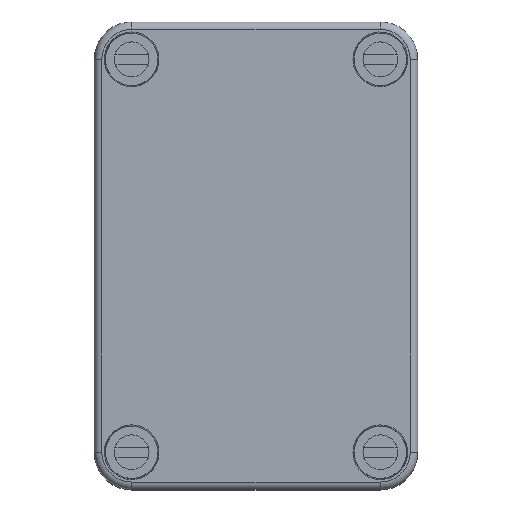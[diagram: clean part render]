
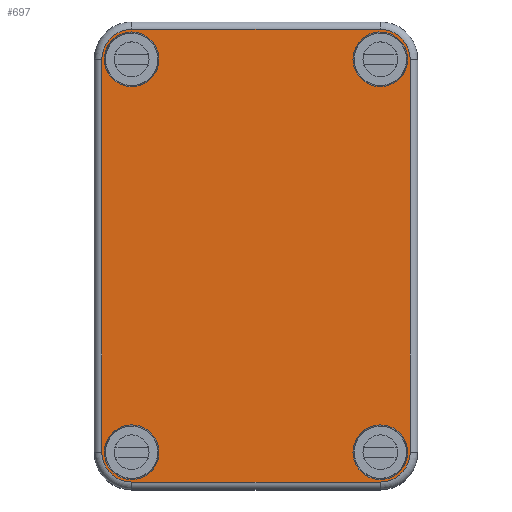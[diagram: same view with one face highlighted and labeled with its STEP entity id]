
A CAD part, top view. The second image highlights one B-rep face of the part: STEP entity #697.
In plain terms, the highlighted planar face has unit normal (0, 0, 1).
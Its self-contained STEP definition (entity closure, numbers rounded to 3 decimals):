
#697 = ADVANCED_FACE( '', ( #1785, #1786, #1787, #1788, #1789 ), #1790, .F. );
#1785 = FACE_BOUND( '', #3408, .T. );
#1786 = FACE_BOUND( '', #3409, .T. );
#1787 = FACE_BOUND( '', #3410, .T. );
#1788 = FACE_BOUND( '', #3411, .T. );
#1789 = FACE_OUTER_BOUND( '', #3412, .T. );
#1790 = PLANE( '', #3413 );
#3408 = EDGE_LOOP( '', ( #5321 ) );
#3409 = EDGE_LOOP( '', ( #5322 ) );
#3410 = EDGE_LOOP( '', ( #5323 ) );
#3411 = EDGE_LOOP( '', ( #5324 ) );
#3412 = EDGE_LOOP( '', ( #5325, #5326, #5327, #5328, #5329, #5330, #5331, #5332 ) );
#3413 = AXIS2_PLACEMENT_3D( '', #5333, #5334, #5335 );
#5321 = ORIENTED_EDGE( '', *, *, #9520, .T. );
#5322 = ORIENTED_EDGE( '', *, *, #9521, .T. );
#5323 = ORIENTED_EDGE( '', *, *, #9522, .T. );
#5324 = ORIENTED_EDGE( '', *, *, #9523, .T. );
#5325 = ORIENTED_EDGE( '', *, *, #9524, .T. );
#5326 = ORIENTED_EDGE( '', *, *, #9525, .F. );
#5327 = ORIENTED_EDGE( '', *, *, #9526, .F. );
#5328 = ORIENTED_EDGE( '', *, *, #9527, .T. );
#5329 = ORIENTED_EDGE( '', *, *, #9528, .F. );
#5330 = ORIENTED_EDGE( '', *, *, #9394, .T. );
#5331 = ORIENTED_EDGE( '', *, *, #9529, .T. );
#5332 = ORIENTED_EDGE( '', *, *, #9530, .F. );
#5333 = CARTESIAN_POINT( '', ( -31., 39.5, 15. ) );
#5334 = DIRECTION( '', ( 0., 0., -1. ) );
#5335 = DIRECTION( '', ( -1., 0., 0. ) );
#9394 = EDGE_CURVE( '', #11218, #11216, #11219, .T. );
#9520 = EDGE_CURVE( '', #11432, #11432, #11433, .T. );
#9521 = EDGE_CURVE( '', #11434, #11434, #11435, .T. );
#9522 = EDGE_CURVE( '', #11436, #11436, #11437, .T. );
#9523 = EDGE_CURVE( '', #11438, #11438, #11439, .T. );
#9524 = EDGE_CURVE( '', #11440, #11441, #11442, .T. );
#9525 = EDGE_CURVE( '', #11443, #11441, #11444, .T. );
#9526 = EDGE_CURVE( '', #11445, #11443, #11446, .T. );
#9527 = EDGE_CURVE( '', #11445, #11447, #11448, .T. );
#9528 = EDGE_CURVE( '', #11218, #11447, #11449, .T. );
#9529 = EDGE_CURVE( '', #11216, #11450, #11451, .T. );
#9530 = EDGE_CURVE( '', #11440, #11450, #11452, .T. );
#11216 = VERTEX_POINT( '', #13797 );
#11218 = VERTEX_POINT( '', #13799 );
#11219 = LINE( '', #13800, #13801 );
#11432 = VERTEX_POINT( '', #14079 );
#11433 = CIRCLE( '', #14080, 5.5 );
#11434 = VERTEX_POINT( '', #14081 );
#11435 = CIRCLE( '', #14082, 5.5 );
#11436 = VERTEX_POINT( '', #14083 );
#11437 = CIRCLE( '', #14084, 5.5 );
#11438 = VERTEX_POINT( '', #14085 );
#11439 = CIRCLE( '', #14086, 5.5 );
#11440 = VERTEX_POINT( '', #14087 );
#11441 = VERTEX_POINT( '', #14088 );
#11442 = CIRCLE( '', #14089, 6. );
#11443 = VERTEX_POINT( '', #14090 );
#11444 = LINE( '', #14091, #14092 );
#11445 = VERTEX_POINT( '', #14093 );
#11446 = CIRCLE( '', #14094, 6. );
#11447 = VERTEX_POINT( '', #14095 );
#11448 = LINE( '', #14096, #14097 );
#11449 = CIRCLE( '', #14098, 6. );
#11450 = VERTEX_POINT( '', #14099 );
#11451 = CIRCLE( '', #14100, 6. );
#11452 = LINE( '', #14101, #14102 );
#13797 = CARTESIAN_POINT( '', ( -31., -39.5, 15. ) );
#13799 = CARTESIAN_POINT( '', ( -31., 39.5, 15. ) );
#13800 = CARTESIAN_POINT( '', ( -31., 39.5, 15. ) );
#13801 = VECTOR( '', #16975, 1000. );
#14079 = CARTESIAN_POINT( '', ( -30.5, -39.5, 15. ) );
#14080 = AXIS2_PLACEMENT_3D( '', #17149, #17150, #17151 );
#14081 = CARTESIAN_POINT( '', ( -30.5, 39.5, 15. ) );
#14082 = AXIS2_PLACEMENT_3D( '', #17152, #17153, #17154 );
#14083 = CARTESIAN_POINT( '', ( 19.5, -39.5, 15. ) );
#14084 = AXIS2_PLACEMENT_3D( '', #17155, #17156, #17157 );
#14085 = CARTESIAN_POINT( '', ( 19.5, 39.5, 15. ) );
#14086 = AXIS2_PLACEMENT_3D( '', #17158, #17159, #17160 );
#14087 = CARTESIAN_POINT( '', ( 25., -45.5, 15. ) );
#14088 = CARTESIAN_POINT( '', ( 31., -39.5, 15. ) );
#14089 = AXIS2_PLACEMENT_3D( '', #17161, #17162, #17163 );
#14090 = CARTESIAN_POINT( '', ( 31., 39.5, 15. ) );
#14091 = CARTESIAN_POINT( '', ( 31., 39.5, 15. ) );
#14092 = VECTOR( '', #17164, 1000. );
#14093 = CARTESIAN_POINT( '', ( 25., 45.5, 15. ) );
#14094 = AXIS2_PLACEMENT_3D( '', #17165, #17166, #17167 );
#14095 = CARTESIAN_POINT( '', ( -25., 45.5, 15. ) );
#14096 = CARTESIAN_POINT( '', ( 25., 45.5, 15. ) );
#14097 = VECTOR( '', #17168, 1000. );
#14098 = AXIS2_PLACEMENT_3D( '', #17169, #17170, #17171 );
#14099 = CARTESIAN_POINT( '', ( -25., -45.5, 15. ) );
#14100 = AXIS2_PLACEMENT_3D( '', #17172, #17173, #17174 );
#14101 = CARTESIAN_POINT( '', ( 25., -45.5, 15. ) );
#14102 = VECTOR( '', #17175, 1000. );
#16975 = DIRECTION( '', ( 0., -1., 0. ) );
#17149 = CARTESIAN_POINT( '', ( -25., -39.5, 15. ) );
#17150 = DIRECTION( '', ( 0., 0., -1. ) );
#17151 = DIRECTION( '', ( -1., 0., 0. ) );
#17152 = CARTESIAN_POINT( '', ( -25., 39.5, 15. ) );
#17153 = DIRECTION( '', ( 0., 0., -1. ) );
#17154 = DIRECTION( '', ( -1., 0., 0. ) );
#17155 = CARTESIAN_POINT( '', ( 25., -39.5, 15. ) );
#17156 = DIRECTION( '', ( 0., 0., -1. ) );
#17157 = DIRECTION( '', ( -1., 0., 0. ) );
#17158 = CARTESIAN_POINT( '', ( 25., 39.5, 15. ) );
#17159 = DIRECTION( '', ( 0., 0., -1. ) );
#17160 = DIRECTION( '', ( -1., 0., 0. ) );
#17161 = CARTESIAN_POINT( '', ( 25., -39.5, 15. ) );
#17162 = DIRECTION( '', ( 0., 0., 1. ) );
#17163 = DIRECTION( '', ( 1., 0., 0. ) );
#17164 = DIRECTION( '', ( 0., -1., 0. ) );
#17165 = CARTESIAN_POINT( '', ( 25., 39.5, 15. ) );
#17166 = DIRECTION( '', ( 0., 0., -1. ) );
#17167 = DIRECTION( '', ( -1., 0., 0. ) );
#17168 = DIRECTION( '', ( -1., 0., 0. ) );
#17169 = CARTESIAN_POINT( '', ( -25., 39.5, 15. ) );
#17170 = DIRECTION( '', ( 0., 0., -1. ) );
#17171 = DIRECTION( '', ( -1., 0., 0. ) );
#17172 = CARTESIAN_POINT( '', ( -25., -39.5, 15. ) );
#17173 = DIRECTION( '', ( 0., 0., 1. ) );
#17174 = DIRECTION( '', ( 1., 0., 0. ) );
#17175 = DIRECTION( '', ( -1., 0., 0. ) );
